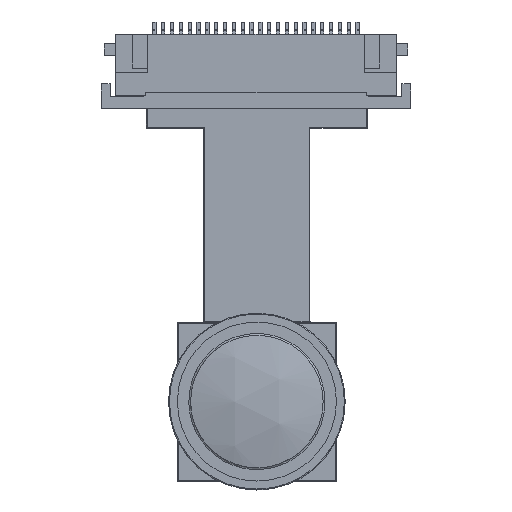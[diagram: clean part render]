
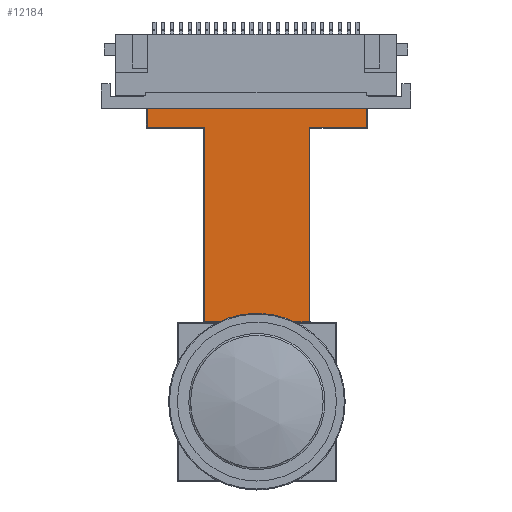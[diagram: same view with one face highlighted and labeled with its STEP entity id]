
A CAD part, top view. The second image highlights one B-rep face of the part: STEP entity #12184.
In plain terms, the highlighted planar face has unit normal (0, 0, 1).
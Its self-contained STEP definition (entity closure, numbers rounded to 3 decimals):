
#1021=FACE_OUTER_BOUND('',#1671,.T.);
#1671=EDGE_LOOP('',(#11018,#11019,#11020,#11021,#11022,#11023,#11024,#11025));
#3186=LINE('',#20438,#4700);
#3187=LINE('',#20442,#4701);
#3188=LINE('',#20446,#4702);
#3189=LINE('',#20450,#4703);
#3195=LINE('',#20522,#4709);
#3196=LINE('',#20526,#4710);
#3197=LINE('',#20528,#4711);
#3198=LINE('',#20530,#4712);
#4700=VECTOR('',#16144,1000.);
#4701=VECTOR('',#16149,1000.);
#4702=VECTOR('',#16154,1000.);
#4703=VECTOR('',#16159,1000.);
#4709=VECTOR('',#16215,1000.);
#4710=VECTOR('',#16220,1000.);
#4711=VECTOR('',#16223,1000.);
#4712=VECTOR('',#16226,1000.);
#5843=VERTEX_POINT('',#20434);
#5844=VERTEX_POINT('',#20436);
#5845=VERTEX_POINT('',#20440);
#5846=VERTEX_POINT('',#20444);
#5847=VERTEX_POINT('',#20448);
#5856=VERTEX_POINT('',#20516);
#5857=VERTEX_POINT('',#20520);
#5858=VERTEX_POINT('',#20524);
#7558=EDGE_CURVE('',#5844,#5843,#3186,.T.);
#7560=EDGE_CURVE('',#5845,#5844,#3187,.T.);
#7562=EDGE_CURVE('',#5846,#5845,#3188,.T.);
#7564=EDGE_CURVE('',#5847,#5846,#3189,.T.);
#7586=EDGE_CURVE('',#5857,#5856,#3195,.T.);
#7588=EDGE_CURVE('',#5858,#5857,#3196,.T.);
#7589=EDGE_CURVE('',#5843,#5858,#3197,.T.);
#7590=EDGE_CURVE('',#5847,#5856,#3198,.T.);
#11018=ORIENTED_EDGE('',*,*,#7558,.F.);
#11019=ORIENTED_EDGE('',*,*,#7560,.F.);
#11020=ORIENTED_EDGE('',*,*,#7562,.F.);
#11021=ORIENTED_EDGE('',*,*,#7564,.F.);
#11022=ORIENTED_EDGE('',*,*,#7590,.T.);
#11023=ORIENTED_EDGE('',*,*,#7586,.F.);
#11024=ORIENTED_EDGE('',*,*,#7588,.F.);
#11025=ORIENTED_EDGE('',*,*,#7589,.F.);
#11565=PLANE('',#13040);
#12184=ADVANCED_FACE('',(#1021),#11565,.T.);
#13040=AXIS2_PLACEMENT_3D('',#20529,#16224,#16225);
#16144=DIRECTION('',(1.,0.,0.));
#16149=DIRECTION('',(0.,1.,0.));
#16154=DIRECTION('',(-1.,0.,0.));
#16159=DIRECTION('',(0.,1.,0.));
#16215=DIRECTION('',(0.,-1.,0.));
#16220=DIRECTION('',(-1.,0.,0.));
#16223=DIRECTION('',(0.,-1.,0.));
#16224=DIRECTION('center_axis',(0.,0.,1.));
#16225=DIRECTION('ref_axis',(1.,0.,0.));
#16226=DIRECTION('',(1.,0.,0.));
#20434=CARTESIAN_POINT('',(10.7,24.95,0.2));
#20436=CARTESIAN_POINT('',(-1.7,24.95,0.2));
#20438=CARTESIAN_POINT('',(10.75,24.95,0.2));
#20440=CARTESIAN_POINT('',(-1.7,20.05,0.2));
#20442=CARTESIAN_POINT('',(-1.7,25.,0.2));
#20444=CARTESIAN_POINT('',(1.55,20.05,0.2));
#20446=CARTESIAN_POINT('',(1.5,20.05,0.2));
#20448=CARTESIAN_POINT('',(1.55,9.05,0.2));
#20450=CARTESIAN_POINT('',(1.55,9.,0.2));
#20516=CARTESIAN_POINT('',(7.45,9.05,0.2));
#20520=CARTESIAN_POINT('',(7.45,20.05,0.2));
#20522=CARTESIAN_POINT('',(7.45,9.,0.2));
#20524=CARTESIAN_POINT('',(10.7,20.05,0.2));
#20526=CARTESIAN_POINT('',(10.75,20.05,0.2));
#20528=CARTESIAN_POINT('',(10.7,25.,0.2));
#20529=CARTESIAN_POINT('Origin',(0.,0.,0.2));
#20530=CARTESIAN_POINT('',(0.,9.05,0.2));
